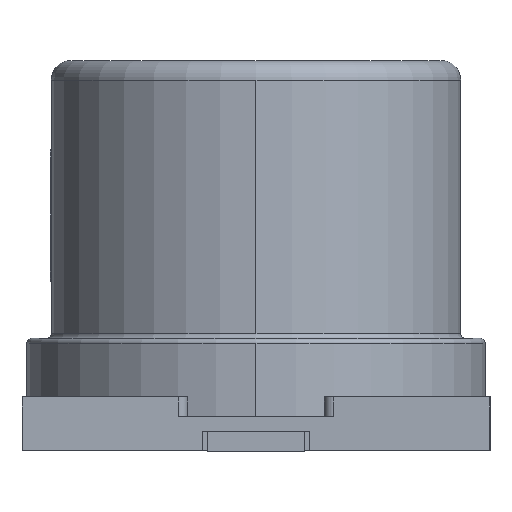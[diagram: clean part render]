
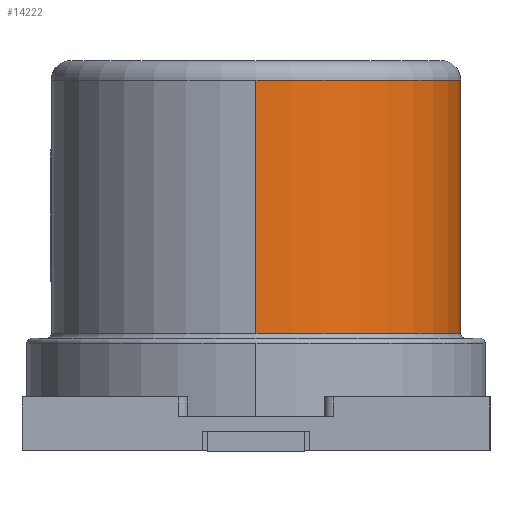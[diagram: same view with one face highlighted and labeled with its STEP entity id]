
A CAD part, left-side view. The second image highlights one B-rep face of the part: STEP entity #14222.
In plain terms, the highlighted cylindrical face has radius 2.1 mm (diameter 4.2 mm), a partial arc.
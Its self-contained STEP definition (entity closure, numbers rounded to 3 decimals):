
#606 = LINE ( 'NONE', #14226, #11374 ) ;
#1167 = EDGE_CURVE ( 'NONE', #4721, #3558, #15088, .T. ) ;
#1302 = FACE_OUTER_BOUND ( 'NONE', #7692, .T. ) ;
#1410 = AXIS2_PLACEMENT_3D ( 'NONE', #6623, #14832, #13564 ) ;
#2083 = ORIENTED_EDGE ( 'NONE', *, *, #10492, .T. ) ;
#2175 = AXIS2_PLACEMENT_3D ( 'NONE', #16641, #13920, #9755 ) ;
#3302 = CIRCLE ( 'NONE', #10145, 2.1 ) ;
#3558 = VERTEX_POINT ( 'NONE', #17377 ) ;
#3898 = CIRCLE ( 'NONE', #2175, 2.1 ) ;
#4721 = VERTEX_POINT ( 'NONE', #12819 ) ;
#4930 = CARTESIAN_POINT ( 'NONE',  ( -3.1, 0., 1.2 ) ) ;
#5416 = CARTESIAN_POINT ( 'NONE',  ( -5.2, 0., 3.8 ) ) ;
#6623 = CARTESIAN_POINT ( 'NONE',  ( -3.1, 0., 19.216 ) ) ;
#6709 = CYLINDRICAL_SURFACE ( 'NONE', #1410, 2.1 ) ;
#7692 = EDGE_LOOP ( 'NONE', ( #15951, #12655, #2083, #13099 ) ) ;
#8804 = DIRECTION ( 'NONE',  ( 0., 0., -1. ) ) ;
#9061 = DIRECTION ( 'NONE',  ( 0., 0., 1. ) ) ;
#9746 = DIRECTION ( 'NONE',  ( 0., 0., -1. ) ) ;
#9755 = DIRECTION ( 'NONE',  ( 1., 0., 0. ) ) ;
#10145 = AXIS2_PLACEMENT_3D ( 'NONE', #4930, #9061, #14477 ) ;
#10492 = EDGE_CURVE ( 'NONE', #15435, #3558, #3302, .T. ) ;
#10635 = CARTESIAN_POINT ( 'NONE',  ( -3.1, -2.1, 19.216 ) ) ;
#11363 = EDGE_CURVE ( 'NONE', #4721, #17045, #3898, .T. ) ;
#11374 = VECTOR ( 'NONE', #8804, 1000. ) ;
#12655 = ORIENTED_EDGE ( 'NONE', *, *, #14139, .T. ) ;
#12819 = CARTESIAN_POINT ( 'NONE',  ( -3.1, -2.1, 3.8 ) ) ;
#13099 = ORIENTED_EDGE ( 'NONE', *, *, #1167, .F. ) ;
#13564 = DIRECTION ( 'NONE',  ( -1., 0., 0. ) ) ;
#13920 = DIRECTION ( 'NONE',  ( 0., 0., -1. ) ) ;
#14139 = EDGE_CURVE ( 'NONE', #17045, #15435, #606, .T. ) ;
#14222 = ADVANCED_FACE ( 'NONE', ( #1302 ), #6709, .T. ) ;
#14226 = CARTESIAN_POINT ( 'NONE',  ( -5.2, 0., 19.216 ) ) ;
#14477 = DIRECTION ( 'NONE',  ( 1., 0., 0. ) ) ;
#14832 = DIRECTION ( 'NONE',  ( 0., 0., -1. ) ) ;
#15088 = LINE ( 'NONE', #10635, #17258 ) ;
#15435 = VERTEX_POINT ( 'NONE', #17656 ) ;
#15951 = ORIENTED_EDGE ( 'NONE', *, *, #11363, .T. ) ;
#16641 = CARTESIAN_POINT ( 'NONE',  ( -3.1, 0., 3.8 ) ) ;
#17045 = VERTEX_POINT ( 'NONE', #5416 ) ;
#17258 = VECTOR ( 'NONE', #9746, 1000. ) ;
#17377 = CARTESIAN_POINT ( 'NONE',  ( -3.1, -2.1, 1.2 ) ) ;
#17656 = CARTESIAN_POINT ( 'NONE',  ( -5.2, 0., 1.2 ) ) ;
